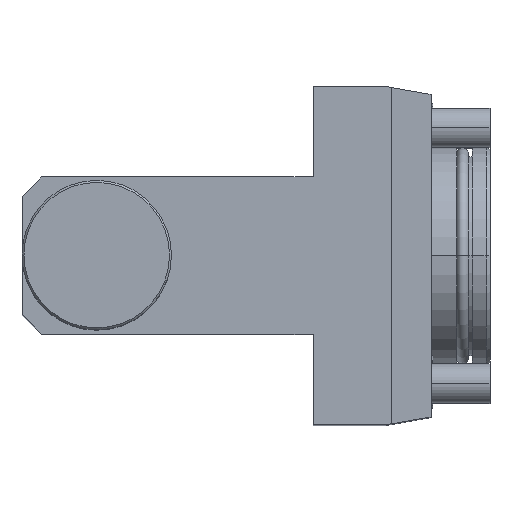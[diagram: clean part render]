
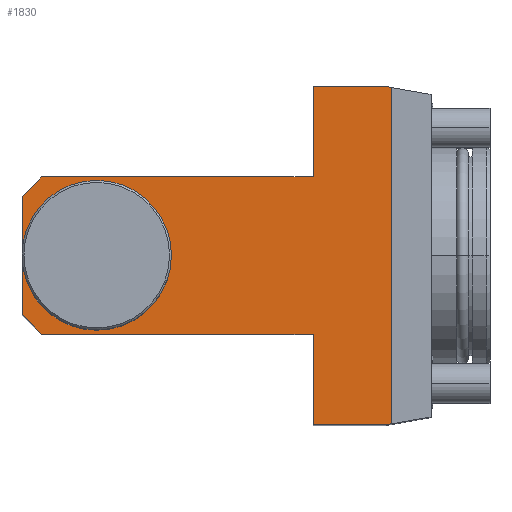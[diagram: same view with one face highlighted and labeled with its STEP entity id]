
A CAD part, top view. The second image highlights one B-rep face of the part: STEP entity #1830.
In plain terms, the highlighted planar face has unit normal (0, 0, 1).
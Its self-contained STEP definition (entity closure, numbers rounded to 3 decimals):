
#85=DIRECTION('',(0.,1.,0.));
#86=VECTOR('',#85,85.527);
#87=CARTESIAN_POINT('',(-10.,-42.763,70.));
#88=LINE('',#87,#86);
#89=DIRECTION('',(-0.985,-0.174,0.));
#90=VECTOR('',#89,1.363);
#91=CARTESIAN_POINT('',(-10.,-42.763,70.));
#92=LINE('',#91,#90);
#93=DIRECTION('',(1.,0.,0.));
#94=VECTOR('',#93,18.657);
#95=CARTESIAN_POINT('',(-30.,-43.,70.));
#96=LINE('',#95,#94);
#97=DIRECTION('',(0.,-1.,0.));
#98=VECTOR('',#97,23.);
#99=CARTESIAN_POINT('',(-30.,-20.,70.));
#100=LINE('',#99,#98);
#101=DIRECTION('',(1.,0.,0.));
#102=VECTOR('',#101,69.);
#103=CARTESIAN_POINT('',(-99.,-20.,70.));
#104=LINE('',#103,#102);
#105=DIRECTION('',(0.707,-0.707,0.));
#106=VECTOR('',#105,7.071);
#107=CARTESIAN_POINT('',(-104.,-15.,70.));
#108=LINE('',#107,#106);
#109=DIRECTION('',(0.,-1.,0.));
#110=VECTOR('',#109,30.);
#111=CARTESIAN_POINT('',(-104.,15.,70.));
#112=LINE('',#111,#110);
#113=DIRECTION('',(-0.707,-0.707,0.));
#114=VECTOR('',#113,7.071);
#115=CARTESIAN_POINT('',(-99.,20.,70.));
#116=LINE('',#115,#114);
#117=DIRECTION('',(-1.,0.,0.));
#118=VECTOR('',#117,69.);
#119=CARTESIAN_POINT('',(-30.,20.,70.));
#120=LINE('',#119,#118);
#121=DIRECTION('',(0.,-1.,0.));
#122=VECTOR('',#121,23.);
#123=CARTESIAN_POINT('',(-30.,43.,70.));
#124=LINE('',#123,#122);
#125=DIRECTION('',(-1.,0.,0.));
#126=VECTOR('',#125,18.657);
#127=CARTESIAN_POINT('',(-11.343,43.,70.));
#128=LINE('',#127,#126);
#129=DIRECTION('',(-0.985,0.174,0.));
#130=VECTOR('',#129,1.363);
#131=CARTESIAN_POINT('',(-10.,42.763,70.));
#132=LINE('',#131,#130);
#133=CARTESIAN_POINT('',(-85.,0.,70.));
#134=DIRECTION('',(0.,0.,1.));
#135=DIRECTION('',(0.,1.,0.));
#136=AXIS2_PLACEMENT_3D('',#133,#134,#135);
#138=CARTESIAN_POINT('',(-85.,0.,70.));
#139=DIRECTION('',(0.,0.,1.));
#140=DIRECTION('',(0.,-1.,0.));
#141=AXIS2_PLACEMENT_3D('',#138,#139,#140);
#1375=CARTESIAN_POINT('',(-30.,20.,70.));
#1376=CARTESIAN_POINT('',(-99.,20.,70.));
#1377=VERTEX_POINT('',#1375);
#1378=VERTEX_POINT('',#1376);
#1379=CARTESIAN_POINT('',(-104.,15.,70.));
#1380=VERTEX_POINT('',#1379);
#1381=CARTESIAN_POINT('',(-104.,-15.,70.));
#1382=VERTEX_POINT('',#1381);
#1383=CARTESIAN_POINT('',(-99.,-20.,70.));
#1384=VERTEX_POINT('',#1383);
#1385=CARTESIAN_POINT('',(-30.,-20.,70.));
#1386=VERTEX_POINT('',#1385);
#1387=CARTESIAN_POINT('',(-30.,43.,70.));
#1388=VERTEX_POINT('',#1387);
#1389=CARTESIAN_POINT('',(-30.,-43.,70.));
#1390=VERTEX_POINT('',#1389);
#1423=CARTESIAN_POINT('',(-11.343,43.,70.));
#1424=VERTEX_POINT('',#1423);
#1425=CARTESIAN_POINT('',(-11.343,-43.,70.));
#1426=VERTEX_POINT('',#1425);
#1427=CARTESIAN_POINT('',(-10.,-42.763,70.));
#1428=CARTESIAN_POINT('',(-10.,42.763,70.));
#1429=VERTEX_POINT('',#1427);
#1430=VERTEX_POINT('',#1428);
#1547=CARTESIAN_POINT('',(-85.,9.45,70.));
#1548=CARTESIAN_POINT('',(-85.,-9.45,70.));
#1549=VERTEX_POINT('',#1547);
#1550=VERTEX_POINT('',#1548);
#1795=CARTESIAN_POINT('',(0.,0.,70.));
#1796=DIRECTION('',(0.,0.,1.));
#1797=DIRECTION('',(0.,1.,0.));
#1798=AXIS2_PLACEMENT_3D('',#1795,#1796,#1797);
#1799=PLANE('',#1798);
#1800=ORIENTED_EDGE('',*,*,#1786,.F.);
#1801=ORIENTED_EDGE('',*,*,#1776,.T.);
#1803=ORIENTED_EDGE('',*,*,#1802,.F.);
#1805=ORIENTED_EDGE('',*,*,#1804,.F.);
#1807=ORIENTED_EDGE('',*,*,#1806,.F.);
#1809=ORIENTED_EDGE('',*,*,#1808,.F.);
#1811=ORIENTED_EDGE('',*,*,#1810,.F.);
#1813=ORIENTED_EDGE('',*,*,#1812,.F.);
#1815=ORIENTED_EDGE('',*,*,#1814,.F.);
#1817=ORIENTED_EDGE('',*,*,#1816,.F.);
#1819=ORIENTED_EDGE('',*,*,#1818,.F.);
#1821=ORIENTED_EDGE('',*,*,#1820,.F.);
#1822=EDGE_LOOP('',(#1800,#1801,#1803,#1805,#1807,#1809,#1811,#1813,#1815,#1817,
#1819,#1821));
#1823=FACE_OUTER_BOUND('',#1822,.F.);
#1825=ORIENTED_EDGE('',*,*,#1824,.T.);
#1827=ORIENTED_EDGE('',*,*,#1826,.T.);
#1828=EDGE_LOOP('',(#1825,#1827));
#1829=FACE_BOUND('',#1828,.F.);
#1830=ADVANCED_FACE('',(#1823,#1829),#1799,.T.);
#137=CIRCLE('',#136,9.45);
#142=CIRCLE('',#141,9.45);
#1776=EDGE_CURVE('',#1429,#1426,#92,.T.);
#1786=EDGE_CURVE('',#1429,#1430,#88,.T.);
#1802=EDGE_CURVE('',#1390,#1426,#96,.T.);
#1804=EDGE_CURVE('',#1386,#1390,#100,.T.);
#1806=EDGE_CURVE('',#1384,#1386,#104,.T.);
#1808=EDGE_CURVE('',#1382,#1384,#108,.T.);
#1810=EDGE_CURVE('',#1380,#1382,#112,.T.);
#1812=EDGE_CURVE('',#1378,#1380,#116,.T.);
#1814=EDGE_CURVE('',#1377,#1378,#120,.T.);
#1816=EDGE_CURVE('',#1388,#1377,#124,.T.);
#1818=EDGE_CURVE('',#1424,#1388,#128,.T.);
#1820=EDGE_CURVE('',#1430,#1424,#132,.T.);
#1824=EDGE_CURVE('',#1549,#1550,#137,.T.);
#1826=EDGE_CURVE('',#1550,#1549,#142,.T.);
